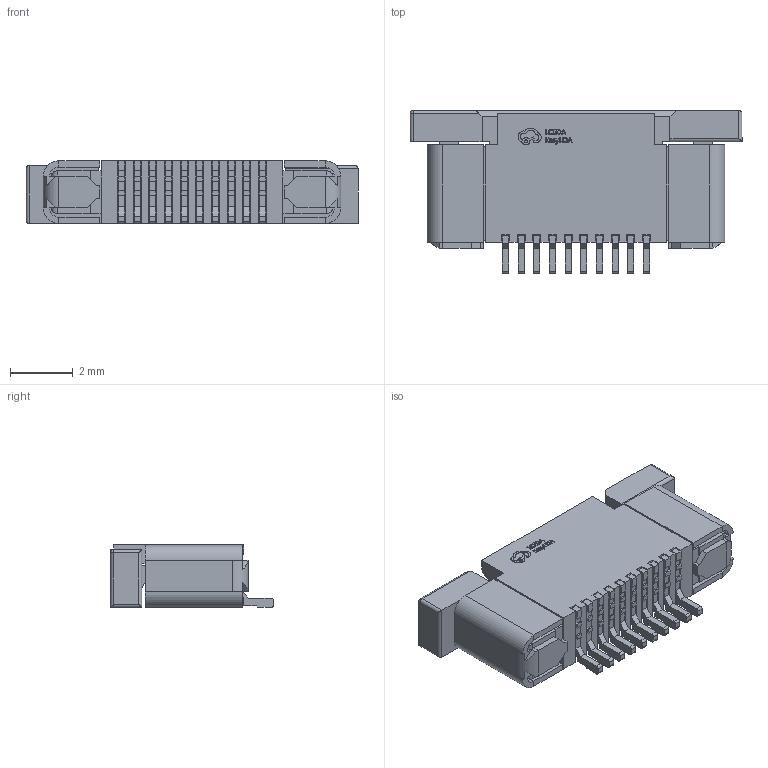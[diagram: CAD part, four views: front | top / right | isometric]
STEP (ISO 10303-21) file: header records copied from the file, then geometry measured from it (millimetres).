
FILE_DESCRIPTION (( 'STEP AP214' ), '1' );
FILE_NAME ('FPC-SMD_P0.50-10P_LCS-SJ-H2.0.step', '2022-07-06T15:58:46', ( '' ), ( '' ), 'SwSTEP 2.0', 'SolidWorks 2020', '' );
FILE_SCHEMA (( 'AUTOMOTIVE_DESIGN' ));
Length unit declared in the file: millimetre
Products named in the file (1): FPC-SMD_P0.50-10P_LCS-SJ-H2.0
Bounding box: 10.6 x 5.2 x 2.01 mm (x, y, z)
Volume: 55.4 mm3; surface area: 426.3 mm2
Topology: 14 solids, 14 shells, 1015 faces, 2858 edges, 1880 vertices
Faces by surface type: plane 759, bspline 146, cylinder 109, sphere 1
Entity records: 44794 total; most frequent: CARTESIAN_POINT 9421, ORIENTED_EDGE 5714, DIRECTION 4490, EDGE_CURVE 2857, VECTOR 2344, LINE 2344, VERTEX_POINT 1880, AXIS2_PLACEMENT_3D 1073
